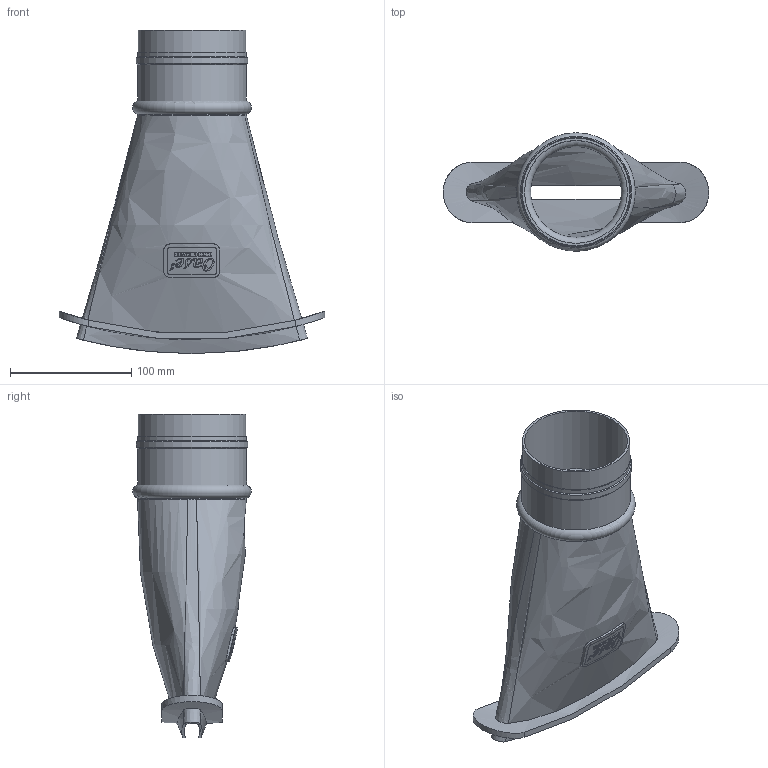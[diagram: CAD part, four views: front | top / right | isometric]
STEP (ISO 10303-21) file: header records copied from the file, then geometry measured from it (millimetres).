
FILE_DESCRIPTION(/* description */ (''),/* implementation_level */ '2;1');
FILE_NAME(/* name */ '47912_Fächerdüse.stp',/* time_stamp */ '2016-09-26T10:45:03+02:00',/* author */ ('guzb562'),/* organization */ (''),/* preprocessor_version */ 'ST-DEVELOPER v16.1',/* originating_system */ 'Autodesk Inventor 2016',/* authorisation */ '');
FILE_SCHEMA (('AUTOMOTIVE_DESIGN { 1 0 10303 214 3 1 1 }'));
Length unit declared in the file: millimetre
Products named in the file (1): 47912_Fächerdüse
Bounding box: 219.41 x 97.85 x 267 mm (x, y, z)
Volume: 397455.1 mm3; surface area: 184596.7 mm2
Topology: 1 solids, 1 shells, 249 faces, 658 edges, 438 vertices
Faces by surface type: bspline 113, plane 112, cylinder 20, cone 2, torus 2
Full cylindrical faces by diameter (mm): 85 x2, 88.9 x1, 90 x3, 91.804 x1
Entity records: 12301 total; most frequent: CARTESIAN_POINT 7263, ORIENTED_EDGE 1288, EDGE_CURVE 644, DIRECTION 517, VERTEX_POINT 435, B_SPLINE_CURVE_WITH_KNOTS 424, EDGE_LOOP 289, FACE_OUTER_BOUND 249
